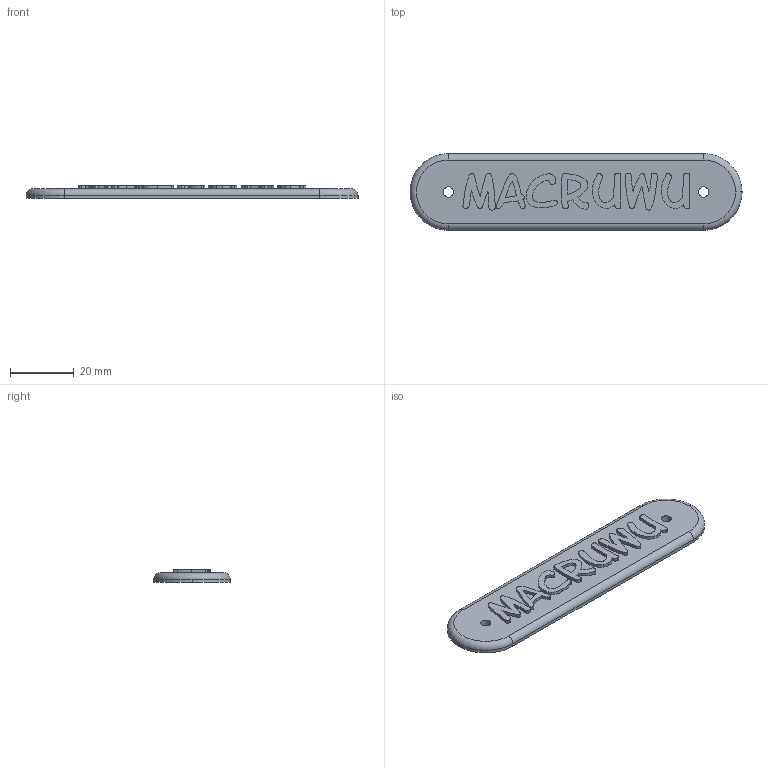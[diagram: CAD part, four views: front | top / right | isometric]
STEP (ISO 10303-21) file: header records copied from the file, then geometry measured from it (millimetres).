
FILE_DESCRIPTION (( 'STEP AP203' ), '1' );
FILE_NAME ('Nameplate.STEP', '2022-12-10T04:34:42', ( '' ), ( '' ), 'SwSTEP 2.0', 'SolidWorks 2020', '' );
FILE_SCHEMA (( 'CONFIG_CONTROL_DESIGN' ));
Length unit declared in the file: millimetre
Products named in the file (1): Nameplate
Bounding box: 104 x 24 x 4 mm (x, y, z)
Volume: 7244.7 mm3; surface area: 5669.9 mm2
Topology: 1 solids, 1 shells, 195 faces, 548 edges, 364 vertices
Faces by surface type: bspline 163, plane 20, cylinder 9, torus 3
Entity records: 11160 total; most frequent: CARTESIAN_POINT 7151, ORIENTED_EDGE 1096, EDGE_CURVE 548, VERTEX_POINT 364, B_SPLINE_CURVE_WITH_KNOTS 326, DIRECTION 311, EDGE_LOOP 208, VECTOR 199
